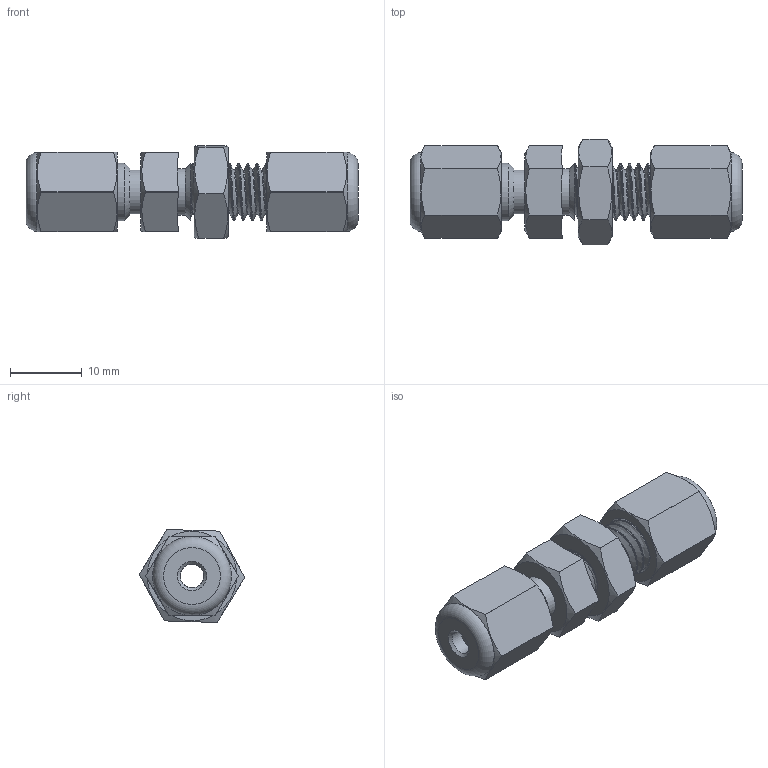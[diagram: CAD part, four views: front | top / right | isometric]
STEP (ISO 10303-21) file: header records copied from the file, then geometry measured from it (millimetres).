
FILE_DESCRIPTION((''),'2;1');
FILE_NAME('305156-EBU2T Bulkheat external union.stp','2013-08-26T09:17:51',('Franzp'),(''),'Autodesk Inventor 2013','Autodesk Inventor 2013','');
FILE_SCHEMA(('AUTOMOTIVE_DESIGN { 1 0 10303 214 1 1 1 1 }'));
Length unit declared in the file: millimetre
Products named in the file (3): 3151a56; 315156; 310535
Assembly tree (2 placements, depth 2):
  3151a56
    315156
    310535
Bounding box: 46.14 x 14.65 x 12.91 mm (x, y, z)
Volume: 479.7 mm3; surface area: 3570.3 mm2
Topology: 1 solids, 12 shells, 72 faces, 243 edges, 160 vertices
Faces by surface type: plane 34, cone 16, cylinder 14, bspline 6, torus 2
Full cylindrical faces by diameter (mm): 3.3 x2, 6.054 x2, 6.1 x1, 6.44 x1, 6.553 x1, 7.938 x1
Entity records: 7378 total; most frequent: CARTESIAN_POINT 5428, DIRECTION 374, ORIENTED_EDGE 308, EDGE_CURVE 207, AXIS2_PLACEMENT_3D 163, VERTEX_POINT 150, EDGE_LOOP 108, CIRCLE 92
